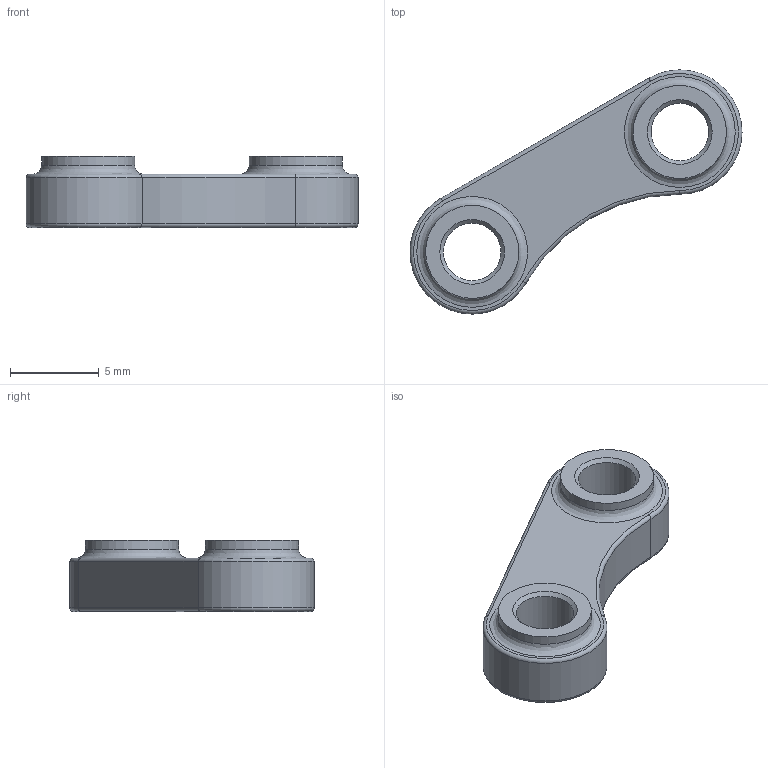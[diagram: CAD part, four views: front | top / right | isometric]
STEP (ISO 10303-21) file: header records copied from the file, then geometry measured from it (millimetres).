
FILE_DESCRIPTION((''),'2;1');
FILE_NAME('PN16.stp','2009-03-12T16:03:55',('hasers'),(''),'Autodesk Inventor 2008','Autodesk Inventor 2008','');
FILE_SCHEMA(('AUTOMOTIVE_DESIGN { 1 0 10303 214 1 1 1 1 }'));
Length unit declared in the file: millimetre
Products named in the file (1): PN16
Bounding box: 18.69 x 13.75 x 4 mm (x, y, z)
Volume: 333.4 mm3; surface area: 447.7 mm2
Topology: 1 solids, 1 shells, 26 faces, 54 edges, 32 vertices
Faces by surface type: cylinder 7, torus 6, plane 5, bspline 4, cone 4
Full cylindrical faces by diameter (mm): 5.242 x2
Entity records: 768 total; most frequent: CARTESIAN_POINT 221, DIRECTION 122, ORIENTED_EDGE 84, AXIS2_PLACEMENT_3D 57, EDGE_CURVE 42, EDGE_LOOP 42, CIRCLE 34, VERTEX_POINT 30
